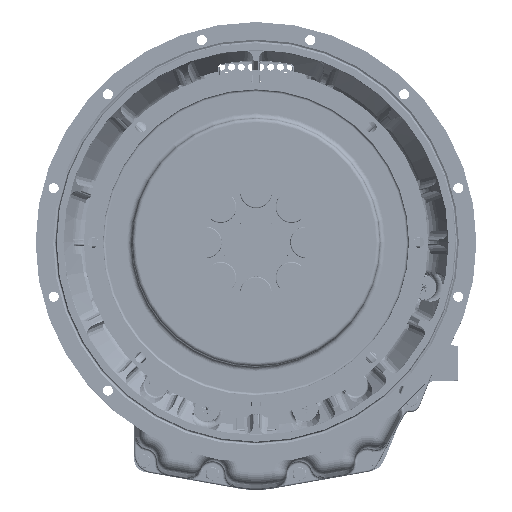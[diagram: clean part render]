
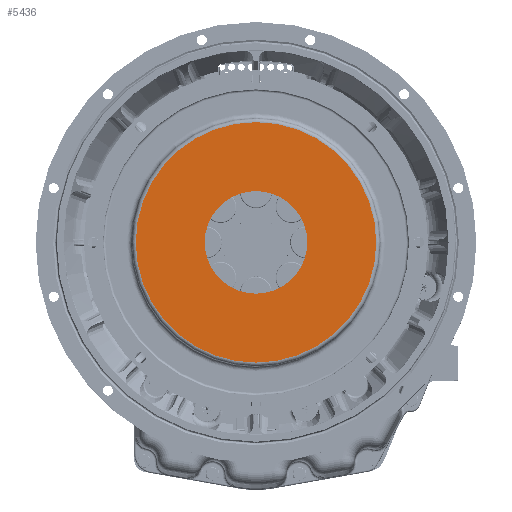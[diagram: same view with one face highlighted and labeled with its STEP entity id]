
A CAD part, top view. The second image highlights one B-rep face of the part: STEP entity #5436.
In plain terms, the highlighted planar face has unit normal (0, 0, 1).
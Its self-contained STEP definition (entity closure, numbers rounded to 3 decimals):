
#4191 = EDGE_CURVE ( 'NONE', #132870, #23570, #233749, .T. ) ;
#5436 = ADVANCED_FACE ( 'NONE', ( #116905, #71277 ), #54267, .F. ) ;
#23570 = VERTEX_POINT ( 'NONE', #247463 ) ;
#41742 = DIRECTION ( 'NONE',  ( 0., 1., 0. ) ) ;
#45234 = VERTEX_POINT ( 'NONE', #239208 ) ;
#54267 = PLANE ( 'NONE',  #134471 ) ;
#61446 = ORIENTED_EDGE ( 'NONE', *, *, #105316, .F. ) ;
#71277 = FACE_OUTER_BOUND ( 'NONE', #140497, .T. ) ;
#75898 = CARTESIAN_POINT ( 'NONE',  ( 0., -52.5, 39.6 ) ) ;
#81776 = EDGE_LOOP ( 'NONE', ( #156576, #61446 ) ) ;
#105316 = EDGE_CURVE ( 'NONE', #205202, #45234, #193958, .T. ) ;
#107428 = CARTESIAN_POINT ( 'NONE',  ( 0., 0., 39.6 ) ) ;
#115340 = DIRECTION ( 'NONE',  ( 0., 0., -1. ) ) ;
#116905 = FACE_BOUND ( 'NONE', #81776, .T. ) ;
#119791 = DIRECTION ( 'NONE',  ( 0., 1., 0. ) ) ;
#132870 = VERTEX_POINT ( 'NONE', #172014 ) ;
#134471 = AXIS2_PLACEMENT_3D ( 'NONE', #154396, #115340, #153584 ) ;
#140497 = EDGE_LOOP ( 'NONE', ( #167543, #208667 ) ) ;
#146499 = AXIS2_PLACEMENT_3D ( 'NONE', #224132, #208796, #189279 ) ;
#153584 = DIRECTION ( 'NONE',  ( 0., -1., 0. ) ) ;
#154396 = CARTESIAN_POINT ( 'NONE',  ( -123.007, 0., 39.6 ) ) ;
#156576 = ORIENTED_EDGE ( 'NONE', *, *, #213252, .F. ) ;
#165164 = DIRECTION ( 'NONE',  ( 0., 0., 1. ) ) ;
#166690 = EDGE_CURVE ( 'NONE', #23570, #132870, #192360, .T. ) ;
#167543 = ORIENTED_EDGE ( 'NONE', *, *, #166690, .T. ) ;
#169826 = AXIS2_PLACEMENT_3D ( 'NONE', #198109, #217659, #41742 ) ;
#172014 = CARTESIAN_POINT ( 'NONE',  ( 0., -123.007, 39.6 ) ) ;
#189279 = DIRECTION ( 'NONE',  ( 0., 1., 0. ) ) ;
#192360 = CIRCLE ( 'NONE', #146499, 123.007 ) ;
#193958 = CIRCLE ( 'NONE', #238335, 52.5 ) ;
#198109 = CARTESIAN_POINT ( 'NONE',  ( 0., 0., 39.6 ) ) ;
#205202 = VERTEX_POINT ( 'NONE', #75898 ) ;
#206243 = CIRCLE ( 'NONE', #225916, 52.5 ) ;
#208667 = ORIENTED_EDGE ( 'NONE', *, *, #4191, .T. ) ;
#208796 = DIRECTION ( 'NONE',  ( 0., 0., 1. ) ) ;
#213252 = EDGE_CURVE ( 'NONE', #45234, #205202, #206243, .T. ) ;
#217659 = DIRECTION ( 'NONE',  ( 0., 0., 1. ) ) ;
#218390 = DIRECTION ( 'NONE',  ( 0., 0., 1. ) ) ;
#224132 = CARTESIAN_POINT ( 'NONE',  ( 0., 0., 39.6 ) ) ;
#225916 = AXIS2_PLACEMENT_3D ( 'NONE', #236335, #218390, #119791 ) ;
#233749 = CIRCLE ( 'NONE', #169826, 123.007 ) ;
#236335 = CARTESIAN_POINT ( 'NONE',  ( 0., 0., 39.6 ) ) ;
#238335 = AXIS2_PLACEMENT_3D ( 'NONE', #107428, #165164, #242611 ) ;
#239208 = CARTESIAN_POINT ( 'NONE',  ( 0., 52.5, 39.6 ) ) ;
#242611 = DIRECTION ( 'NONE',  ( 0., 1., 0. ) ) ;
#247463 = CARTESIAN_POINT ( 'NONE',  ( 0., 123.007, 39.6 ) ) ;
